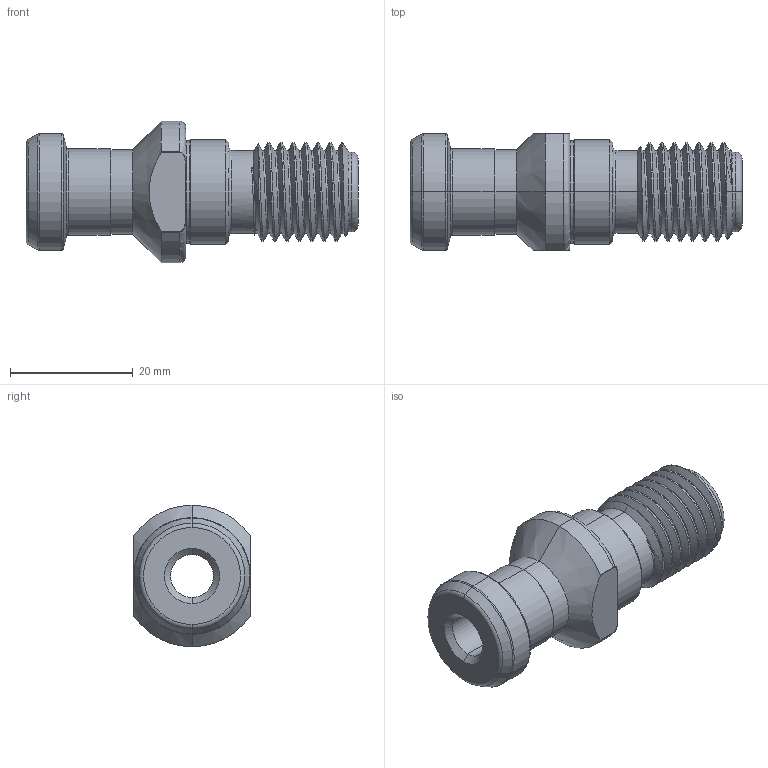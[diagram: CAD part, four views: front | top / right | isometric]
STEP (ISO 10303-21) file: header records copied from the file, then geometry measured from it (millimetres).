
FILE_DESCRIPTION (( 'STEP AP203' ), '1' );
FILE_NAME ('402.20.16.STEP', '2020-04-03T00:38:06', ( 'User' ), ( 'China' ), 'SwSTEP 2.0', 'SolidWorks 2016', '' );
FILE_SCHEMA (( 'CONFIG_CONTROL_DESIGN' ));
Length unit declared in the file: millimetre
Products named in the file (1): 402.20.16
Bounding box: 54 x 19 x 23 mm (x, y, z)
Volume: 9001.6 mm3; surface area: 5083 mm2
Topology: 1 solids, 1 shells, 96 faces, 223 edges, 131 vertices
Faces by surface type: cylinder 40, cone 23, torus 17, plane 9, bspline 7
Entity records: 5111 total; most frequent: CARTESIAN_POINT 2959, ORIENTED_EDGE 446, DIRECTION 442, EDGE_CURVE 223, AXIS2_PLACEMENT_3D 187, VERTEX_POINT 131, EDGE_LOOP 100, CIRCLE 97
